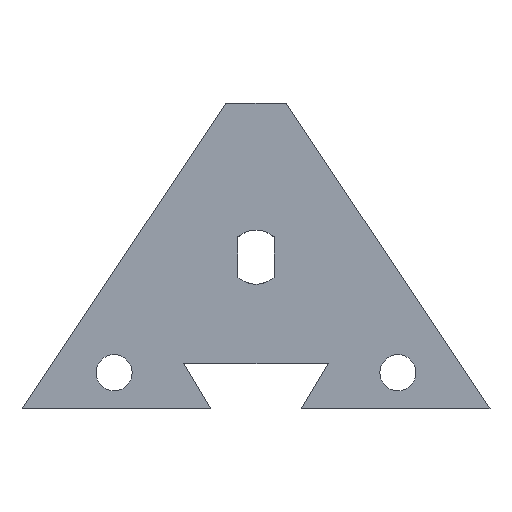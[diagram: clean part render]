
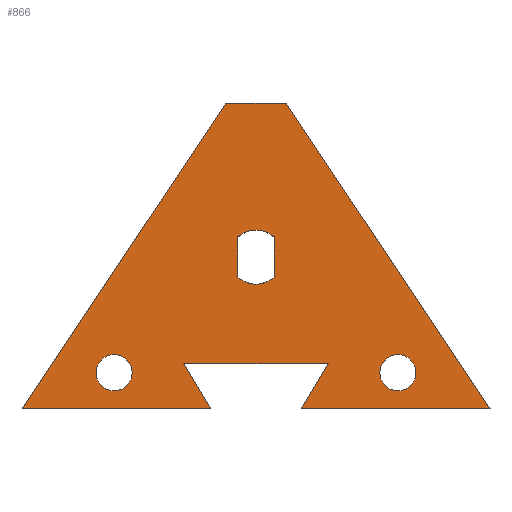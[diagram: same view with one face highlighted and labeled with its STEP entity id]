
A CAD part, top view. The second image highlights one B-rep face of the part: STEP entity #866.
In plain terms, the highlighted planar face has unit normal (0, 0, 1).
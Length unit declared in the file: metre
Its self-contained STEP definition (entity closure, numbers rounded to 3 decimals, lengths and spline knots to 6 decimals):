
#57=LINE('',#1261,#137);
#61=LINE('',#1272,#141);
#77=LINE('',#1315,#157);
#79=LINE('',#1319,#159);
#81=LINE('',#1323,#161);
#83=LINE('',#1327,#163);
#85=LINE('',#1331,#165);
#87=LINE('',#1335,#167);
#89=LINE('',#1339,#169);
#91=LINE('',#1343,#171);
#137=VECTOR('',#1009,1.);
#141=VECTOR('',#1017,1.);
#157=VECTOR('',#1049,1.);
#159=VECTOR('',#1053,1.);
#161=VECTOR('',#1057,1.);
#163=VECTOR('',#1061,1.);
#165=VECTOR('',#1065,1.);
#167=VECTOR('',#1069,1.);
#169=VECTOR('',#1073,1.);
#171=VECTOR('',#1077,1.);
#278=ORIENTED_EDGE('',*,*,#479,.F.);
#279=ORIENTED_EDGE('',*,*,#516,.T.);
#280=ORIENTED_EDGE('',*,*,#474,.T.);
#281=ORIENTED_EDGE('',*,*,#517,.T.);
#282=ORIENTED_EDGE('',*,*,#501,.T.);
#283=ORIENTED_EDGE('',*,*,#515,.F.);
#284=ORIENTED_EDGE('',*,*,#513,.T.);
#285=ORIENTED_EDGE('',*,*,#511,.T.);
#286=ORIENTED_EDGE('',*,*,#509,.T.);
#287=ORIENTED_EDGE('',*,*,#507,.T.);
#288=ORIENTED_EDGE('',*,*,#505,.T.);
#289=ORIENTED_EDGE('',*,*,#503,.T.);
#290=ORIENTED_EDGE('',*,*,#518,.T.);
#291=ORIENTED_EDGE('',*,*,#519,.T.);
#474=EDGE_CURVE('',#603,#602,#57,.T.);
#479=EDGE_CURVE('',#607,#605,#61,.T.);
#501=EDGE_CURVE('',#627,#626,#77,.T.);
#503=EDGE_CURVE('',#628,#627,#79,.T.);
#505=EDGE_CURVE('',#629,#628,#81,.T.);
#507=EDGE_CURVE('',#630,#629,#83,.T.);
#509=EDGE_CURVE('',#631,#630,#85,.T.);
#511=EDGE_CURVE('',#632,#631,#87,.T.);
#513=EDGE_CURVE('',#633,#632,#89,.T.);
#515=EDGE_CURVE('',#633,#626,#91,.T.);
#516=EDGE_CURVE('',#607,#603,#686,.T.);
#517=EDGE_CURVE('',#602,#605,#687,.T.);
#518=EDGE_CURVE('',#634,#634,#688,.T.);
#519=EDGE_CURVE('',#635,#635,#689,.T.);
#602=VERTEX_POINT('',#1260);
#603=VERTEX_POINT('',#1262);
#605=VERTEX_POINT('',#1267);
#607=VERTEX_POINT('',#1271);
#626=VERTEX_POINT('',#1314);
#627=VERTEX_POINT('',#1316);
#628=VERTEX_POINT('',#1320);
#629=VERTEX_POINT('',#1324);
#630=VERTEX_POINT('',#1328);
#631=VERTEX_POINT('',#1332);
#632=VERTEX_POINT('',#1336);
#633=VERTEX_POINT('',#1340);
#634=VERTEX_POINT('',#1348);
#635=VERTEX_POINT('',#1350);
#686=CIRCLE('',#937,0.003);
#687=CIRCLE('',#938,0.003);
#688=CIRCLE('',#939,0.002);
#689=CIRCLE('',#940,0.002);
#718=EDGE_LOOP('',(#278,#279,#280,#281));
#719=EDGE_LOOP('',(#282,#283,#284,#285,#286,#287,#288,#289));
#720=EDGE_LOOP('',(#290));
#721=EDGE_LOOP('',(#291));
#778=FACE_BOUND('',#718,.T.);
#779=FACE_BOUND('',#719,.T.);
#780=FACE_BOUND('',#720,.T.);
#781=FACE_BOUND('',#721,.T.);
#837=PLANE('',#936);
#866=ADVANCED_FACE('',(#778,#779,#780,#781),#837,.F.);
#936=AXIS2_PLACEMENT_3D('',#1344,#1078,#1079);
#937=AXIS2_PLACEMENT_3D('',#1345,#1080,#1081);
#938=AXIS2_PLACEMENT_3D('',#1346,#1082,#1083);
#939=AXIS2_PLACEMENT_3D('',#1347,#1084,#1085);
#940=AXIS2_PLACEMENT_3D('',#1349,#1086,#1087);
#1009=DIRECTION('',(0.,1.,0.));
#1017=DIRECTION('',(0.,1.,0.));
#1049=DIRECTION('',(1.,0.,0.));
#1053=DIRECTION('',(-0.514,0.857,0.));
#1057=DIRECTION('',(1.,0.,0.));
#1061=DIRECTION('',(-0.555,-0.832,0.));
#1065=DIRECTION('',(-1.,0.,0.));
#1069=DIRECTION('',(-0.555,0.832,0.));
#1073=DIRECTION('',(1.,0.,0.));
#1077=DIRECTION('',(0.514,0.857,0.));
#1078=DIRECTION('',(0.,0.,-1.));
#1079=DIRECTION('',(1.,0.,0.));
#1080=DIRECTION('',(0.,0.,-1.));
#1081=DIRECTION('',(-1.,0.,0.));
#1082=DIRECTION('',(0.,0.,-1.));
#1083=DIRECTION('',(-1.,0.,0.));
#1084=DIRECTION('',(0.,0.,-1.));
#1085=DIRECTION('',(-1.,0.,0.));
#1086=DIRECTION('',(0.,0.,-1.));
#1087=DIRECTION('',(-1.,0.,0.));
#1260=CARTESIAN_POINT('',(-0.102,-0.001264,0.012));
#1261=CARTESIAN_POINT('',(-0.102,-0.001383,0.012));
#1262=CARTESIAN_POINT('',(-0.102,-0.005736,0.012));
#1267=CARTESIAN_POINT('',(-0.098,-0.001264,0.012));
#1271=CARTESIAN_POINT('',(-0.098,-0.005736,0.012));
#1272=CARTESIAN_POINT('',(-0.098,-0.001383,0.012));
#1314=CARTESIAN_POINT('',(-0.092,-0.0153,0.012));
#1315=CARTESIAN_POINT('',(-0.104,-0.0153,0.012));
#1316=CARTESIAN_POINT('',(-0.108,-0.0153,0.012));
#1319=CARTESIAN_POINT('',(-0.1065,-0.0178,0.012));
#1320=CARTESIAN_POINT('',(-0.105,-0.0203,0.012));
#1323=CARTESIAN_POINT('',(-0.1,-0.0203,0.012));
#1324=CARTESIAN_POINT('',(-0.125889,-0.0203,0.012));
#1327=CARTESIAN_POINT('',(-0.112945,-0.000883,0.012));
#1328=CARTESIAN_POINT('',(-0.103333,0.013534,0.012));
#1331=CARTESIAN_POINT('',(-0.1,0.013534,0.012));
#1332=CARTESIAN_POINT('',(-0.096667,0.013534,0.012));
#1335=CARTESIAN_POINT('',(-0.087055,-0.000883,0.012));
#1336=CARTESIAN_POINT('',(-0.074111,-0.0203,0.012));
#1339=CARTESIAN_POINT('',(-0.1,-0.0203,0.012));
#1340=CARTESIAN_POINT('',(-0.095,-0.0203,0.012));
#1343=CARTESIAN_POINT('',(-0.0935,-0.0178,0.012));
#1344=CARTESIAN_POINT('',(-0.1,-0.001383,0.012));
#1345=CARTESIAN_POINT('',(-0.1,-0.0035,0.012));
#1346=CARTESIAN_POINT('',(-0.1,-0.0035,0.012));
#1347=CARTESIAN_POINT('',(-0.1157,-0.0163,0.012));
#1348=CARTESIAN_POINT('',(-0.1177,-0.0163,0.012));
#1349=CARTESIAN_POINT('',(-0.0843,-0.0163,0.012));
#1350=CARTESIAN_POINT('',(-0.0863,-0.0163,0.012));
